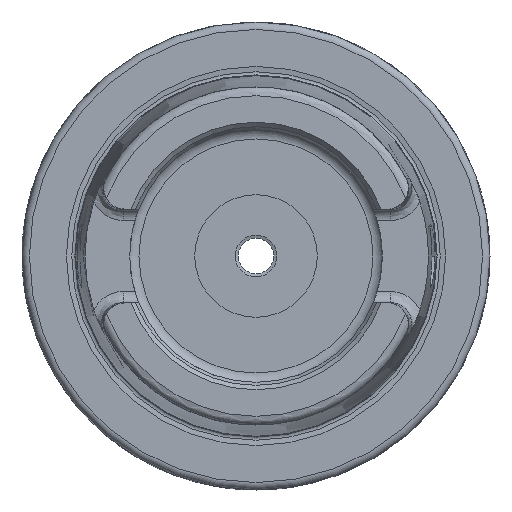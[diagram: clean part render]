
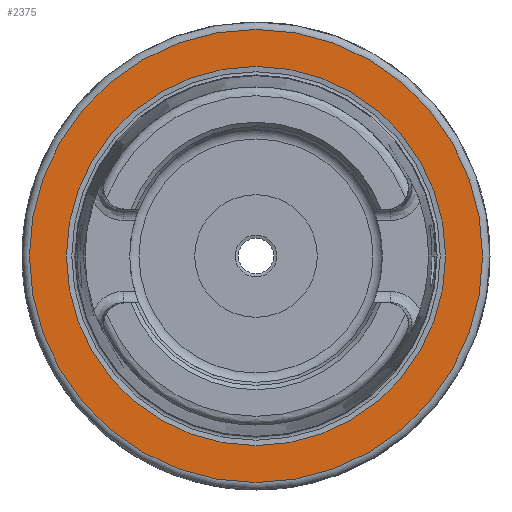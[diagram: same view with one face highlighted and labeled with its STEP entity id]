
A CAD part, left-side view. The second image highlights one B-rep face of the part: STEP entity #2375.
In plain terms, the highlighted planar face has unit normal (-1, 0, 0).
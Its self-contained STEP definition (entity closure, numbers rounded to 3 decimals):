
#120=PLANE('',#2646);
#243=FACE_OUTER_BOUND('',#554,.T.);
#382=CIRCLE('',#2644,25.521);
#383=CIRCLE('',#2645,25.521);
#384=CIRCLE('',#2647,30.5);
#385=CIRCLE('',#2648,30.5);
#421=FACE_BOUND('',#555,.T.);
#554=EDGE_LOOP('',(#2221,#2222));
#555=EDGE_LOOP('',(#2223,#2224));
#1112=VERTEX_POINT('',#5715);
#1113=VERTEX_POINT('',#5717);
#1114=VERTEX_POINT('',#5721);
#1115=VERTEX_POINT('',#5722);
#1483=EDGE_CURVE('',#1113,#1112,#382,.T.);
#1484=EDGE_CURVE('',#1112,#1113,#383,.T.);
#1485=EDGE_CURVE('',#1114,#1115,#384,.T.);
#1486=EDGE_CURVE('',#1115,#1114,#385,.T.);
#2221=ORIENTED_EDGE('',*,*,#1485,.F.);
#2222=ORIENTED_EDGE('',*,*,#1486,.F.);
#2223=ORIENTED_EDGE('',*,*,#1483,.T.);
#2224=ORIENTED_EDGE('',*,*,#1484,.T.);
#2375=ADVANCED_FACE('',(#243,#421),#120,.T.);
#2644=AXIS2_PLACEMENT_3D('',#5718,#3248,#3249);
#2645=AXIS2_PLACEMENT_3D('',#5719,#3250,#3251);
#2646=AXIS2_PLACEMENT_3D('',#5720,#3252,#3253);
#2647=AXIS2_PLACEMENT_3D('',#5723,#3254,#3255);
#2648=AXIS2_PLACEMENT_3D('',#5724,#3256,#3257);
#3248=DIRECTION('center_axis',(1.,0.,0.));
#3249=DIRECTION('ref_axis',(0.,0.,-1.));
#3250=DIRECTION('center_axis',(1.,0.,0.));
#3251=DIRECTION('ref_axis',(0.,0.,-1.));
#3252=DIRECTION('center_axis',(-1.,0.,0.));
#3253=DIRECTION('ref_axis',(0.,0.,1.));
#3254=DIRECTION('center_axis',(1.,0.,0.));
#3255=DIRECTION('ref_axis',(0.,0.,-1.));
#3256=DIRECTION('center_axis',(1.,0.,0.));
#3257=DIRECTION('ref_axis',(0.,0.,-1.));
#5715=CARTESIAN_POINT('',(0.,-25.521,0.));
#5717=CARTESIAN_POINT('',(0.,25.521,0.));
#5718=CARTESIAN_POINT('Origin',(0.,0.,
0.));
#5719=CARTESIAN_POINT('Origin',(0.,0.,
0.));
#5720=CARTESIAN_POINT('Origin',(0.,30.5,0.));
#5721=CARTESIAN_POINT('',(0.,30.5,0.));
#5722=CARTESIAN_POINT('',(0.,0.,30.5));
#5723=CARTESIAN_POINT('Origin',(0.,0.,
0.));
#5724=CARTESIAN_POINT('Origin',(0.,0.,
0.));
